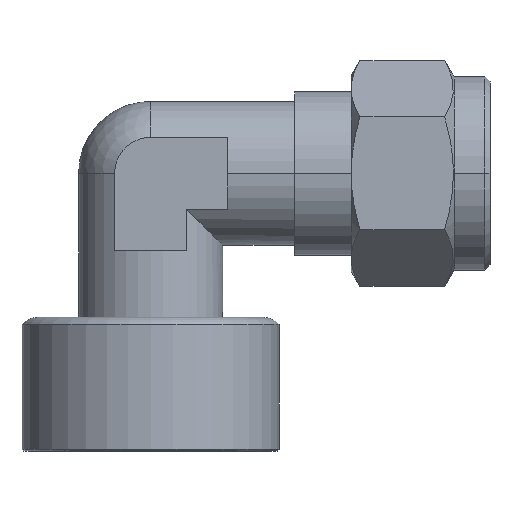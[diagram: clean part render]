
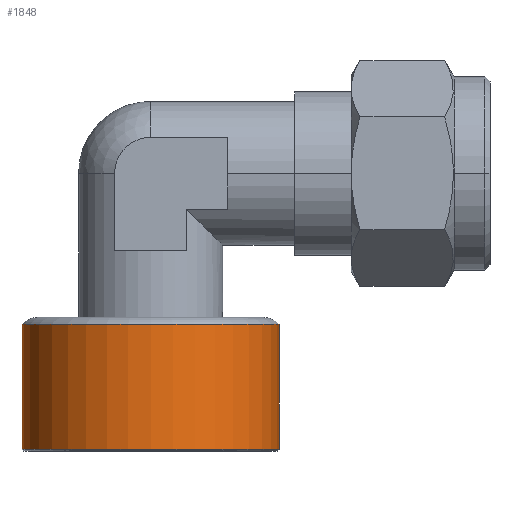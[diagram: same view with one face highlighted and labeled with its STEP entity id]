
A CAD part, top view. The second image highlights one B-rep face of the part: STEP entity #1848.
In plain terms, the highlighted cylindrical face has radius 12.5 mm (diameter 25 mm), a partial arc.
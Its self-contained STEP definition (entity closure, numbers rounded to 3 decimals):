
#33 = EDGE_CURVE ( 'NONE', #233, #244, #1453, .T. ) ;
#35 = EDGE_CURVE ( 'NONE', #259, #266, #1455, .T. ) ;
#36 = EDGE_CURVE ( 'NONE', #266, #233, #1457, .T. ) ;
#37 = EDGE_CURVE ( 'NONE', #259, #244, #1458, .T. ) ;
#160 = AXIS2_PLACEMENT_3D ( 'NONE', #340, #339, #338 ) ;
#162 = AXIS2_PLACEMENT_3D ( 'NONE', #333, #332, #331 ) ;
#233 = VERTEX_POINT ( 'NONE', #549 ) ;
#244 = VERTEX_POINT ( 'NONE', #561 ) ;
#259 = VERTEX_POINT ( 'NONE', #576 ) ;
#266 = VERTEX_POINT ( 'NONE', #583 ) ;
#328 = DIRECTION ( 'NONE',  ( 0., -1., 0. ) ) ;
#330 = CARTESIAN_POINT ( 'NONE',  ( 12.5, -1.5, 0. ) ) ;
#331 = DIRECTION ( 'NONE',  ( 1., 0., 0. ) ) ;
#332 = DIRECTION ( 'NONE',  ( 0., -1., 0. ) ) ;
#333 = CARTESIAN_POINT ( 'NONE',  ( 0., 12.823, 0. ) ) ;
#337 = DIRECTION ( 'NONE',  ( 0., -1., 0. ) ) ;
#338 = DIRECTION ( 'NONE',  ( -1., 0., 0. ) ) ;
#339 = DIRECTION ( 'NONE',  ( 0., 1., 0. ) ) ;
#340 = CARTESIAN_POINT ( 'NONE',  ( 0., 0.677, 0. ) ) ;
#347 = CARTESIAN_POINT ( 'NONE',  ( -12.5, -1.5, 0. ) ) ;
#549 = CARTESIAN_POINT ( 'NONE',  ( -12.5, 0.677, 0. ) ) ;
#561 = CARTESIAN_POINT ( 'NONE',  ( 12.5, 0.677, 0. ) ) ;
#576 = CARTESIAN_POINT ( 'NONE',  ( 12.5, 12.823, 0. ) ) ;
#583 = CARTESIAN_POINT ( 'NONE',  ( -12.5, 12.823, 0. ) ) ;
#939 = FACE_OUTER_BOUND ( 'NONE', #1892, .T. ) ;
#950 = CYLINDRICAL_SURFACE ( 'NONE', #1004, 12.5 ) ;
#1004 = AXIS2_PLACEMENT_3D ( 'NONE', #1118, #1119, #1117 ) ;
#1117 = DIRECTION ( 'NONE',  ( 1., 0., 0. ) ) ;
#1118 = CARTESIAN_POINT ( 'NONE',  ( 0., -1.5, 0. ) ) ;
#1119 = DIRECTION ( 'NONE',  ( 0., -1., 0. ) ) ;
#1453 = CIRCLE ( 'NONE', #160, 12.5 ) ;
#1455 = CIRCLE ( 'NONE', #162, 12.5 ) ;
#1457 = LINE ( 'NONE', #347, #1459 ) ;
#1458 = LINE ( 'NONE', #330, #1461 ) ;
#1459 = VECTOR ( 'NONE', #337, 1000. ) ;
#1461 = VECTOR ( 'NONE', #328, 1000. ) ;
#1702 = ORIENTED_EDGE ( 'NONE', *, *, #36, .T. ) ;
#1704 = ORIENTED_EDGE ( 'NONE', *, *, #37, .F. ) ;
#1766 = ORIENTED_EDGE ( 'NONE', *, *, #33, .T. ) ;
#1768 = ORIENTED_EDGE ( 'NONE', *, *, #35, .T. ) ;
#1848 = ADVANCED_FACE ( 'NONE', ( #939 ), #950, .T. ) ;
#1892 = EDGE_LOOP ( 'NONE', ( #1768, #1702, #1766, #1704 ) ) ;
